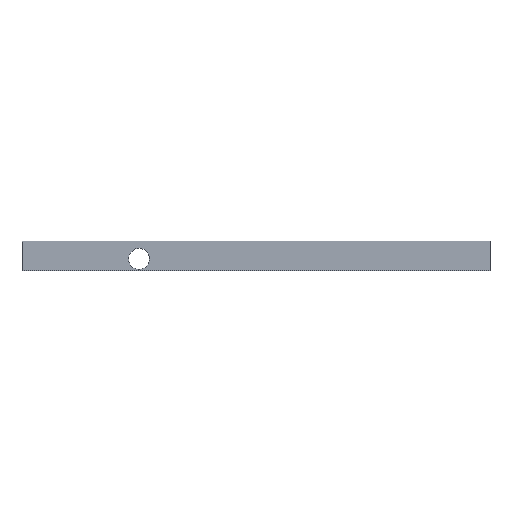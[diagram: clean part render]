
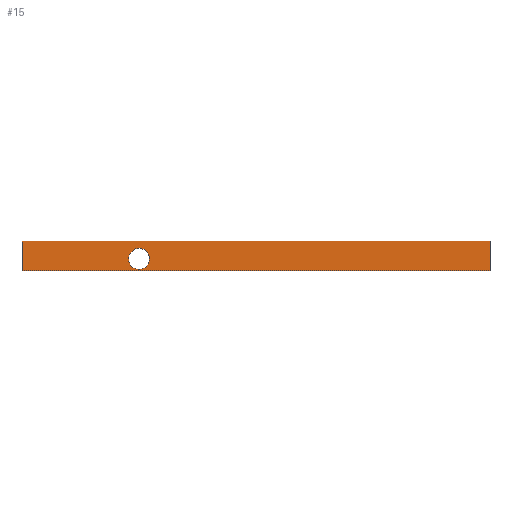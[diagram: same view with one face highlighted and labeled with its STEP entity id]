
A CAD part, top view. The second image highlights one B-rep face of the part: STEP entity #15.
In plain terms, the highlighted free-form (B-spline) face has degree [1, 1] with [2, 2] control points.
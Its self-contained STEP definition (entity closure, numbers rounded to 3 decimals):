
#15=ADVANCED_FACE('',(#17,#16),#60,.T.);
#16=FACE_BOUND('',#19,.T.);
#17=FACE_OUTER_BOUND('',#18,.T.);
#18=EDGE_LOOP('',(#20,#21,#22,#23));
#19=EDGE_LOOP('',(#24));
#20=ORIENTED_EDGE('',*,*,#42,.T.);
#21=ORIENTED_EDGE('',*,*,#43,.T.);
#22=ORIENTED_EDGE('',*,*,#44,.T.);
#23=ORIENTED_EDGE('',*,*,#45,.T.);
#24=ORIENTED_EDGE('',*,*,#46,.T.);
#25=(
BOUNDED_CURVE()
B_SPLINE_CURVE(2,(#112,#113,#114,#115,#116,#117,#118,#119,#120),
 .UNSPECIFIED.,.T.,.F.)
B_SPLINE_CURVE_WITH_KNOTS((3,2,2,2,3),(-1.131,-0.848,
-0.565,-0.283,0.),.UNSPECIFIED.)
CURVE()
GEOMETRIC_REPRESENTATION_ITEM()
RATIONAL_B_SPLINE_CURVE((1.,0.707,1.,0.707,1.,0.707,
1.,0.707,1.))
REPRESENTATION_ITEM('')
);
#26=(
BOUNDED_CURVE()
B_SPLINE_CURVE(2,(#121,#122,#123,#124,#125,#126,#127,#128,#129),
 .UNSPECIFIED.,.T.,.F.)
B_SPLINE_CURVE_WITH_KNOTS((3,2,2,2,3),(-1.131,-0.848,
-0.565,-0.283,0.),.UNSPECIFIED.)
CURVE()
GEOMETRIC_REPRESENTATION_ITEM()
RATIONAL_B_SPLINE_CURVE((1.,0.707,1.,0.707,1.,0.707,
1.,0.707,1.))
REPRESENTATION_ITEM('')
);
#27=PCURVE('',#60,#32);
#28=PCURVE('',#60,#33);
#29=PCURVE('',#60,#34);
#30=PCURVE('',#60,#35);
#31=PCURVE('',#60,#36);
#32=DEFINITIONAL_REPRESENTATION('',(#48),#131);
#33=DEFINITIONAL_REPRESENTATION('',(#50),#131);
#34=DEFINITIONAL_REPRESENTATION('',(#52),#131);
#35=DEFINITIONAL_REPRESENTATION('',(#54),#131);
#36=DEFINITIONAL_REPRESENTATION('',(#26),#131);
#37=SURFACE_CURVE('',#47,(#27),.PCURVE_S1.);
#38=SURFACE_CURVE('',#49,(#28),.PCURVE_S1.);
#39=SURFACE_CURVE('',#51,(#29),.PCURVE_S1.);
#40=SURFACE_CURVE('',#53,(#30),.PCURVE_S1.);
#41=SURFACE_CURVE('',#25,(#31),.PCURVE_S1.);
#42=EDGE_CURVE('',#55,#56,#37,.T.);
#43=EDGE_CURVE('',#56,#57,#38,.T.);
#44=EDGE_CURVE('',#57,#58,#39,.T.);
#45=EDGE_CURVE('',#58,#55,#40,.T.);
#46=EDGE_CURVE('',#59,#59,#41,.T.);
#47=B_SPLINE_CURVE_WITH_KNOTS('',1,(#96,#97),.UNSPECIFIED.,.F.,.F.,(2,2),
(0.,8.),.UNSPECIFIED.);
#48=B_SPLINE_CURVE_WITH_KNOTS('',1,(#98,#99),.UNSPECIFIED.,.F.,.F.,(2,2),
(0.,8.),.UNSPECIFIED.);
#49=B_SPLINE_CURVE_WITH_KNOTS('',1,(#100,#101),.UNSPECIFIED.,.F.,.F.,(2,
2),(0.,0.5),.UNSPECIFIED.);
#50=B_SPLINE_CURVE_WITH_KNOTS('',1,(#102,#103),.UNSPECIFIED.,.F.,.F.,(2,
2),(0.,0.5),.UNSPECIFIED.);
#51=B_SPLINE_CURVE_WITH_KNOTS('',1,(#104,#105),.UNSPECIFIED.,.F.,.F.,(2,
2),(-8.,0.),.UNSPECIFIED.);
#52=B_SPLINE_CURVE_WITH_KNOTS('',1,(#106,#107),.UNSPECIFIED.,.F.,.F.,(2,
2),(-8.,0.),.UNSPECIFIED.);
#53=B_SPLINE_CURVE_WITH_KNOTS('',1,(#108,#109),.UNSPECIFIED.,.F.,.F.,(2,
2),(-0.5,0.),.UNSPECIFIED.);
#54=B_SPLINE_CURVE_WITH_KNOTS('',1,(#110,#111),.UNSPECIFIED.,.F.,.F.,(2,
2),(-0.5,0.),.UNSPECIFIED.);
#55=VERTEX_POINT('',#91);
#56=VERTEX_POINT('',#92);
#57=VERTEX_POINT('',#93);
#58=VERTEX_POINT('',#94);
#59=VERTEX_POINT('',#95);
#60=B_SPLINE_SURFACE_WITH_KNOTS('',1,1,((#87,#88),(#89,#90)),
 .UNSPECIFIED.,.F.,.F.,.F.,(2,2),(2,2),(0.,8.),(0.,0.5),.UNSPECIFIED.);
#87=CARTESIAN_POINT('',(0.,0.,0.));
#88=CARTESIAN_POINT('',(0.,0.5,0.));
#89=CARTESIAN_POINT('',(8.,0.,0.));
#90=CARTESIAN_POINT('',(8.,0.5,0.));
#91=CARTESIAN_POINT('',(0.,0.,0.));
#92=CARTESIAN_POINT('',(8.,0.,0.));
#93=CARTESIAN_POINT('',(8.,0.5,0.));
#94=CARTESIAN_POINT('',(0.,0.5,0.));
#95=CARTESIAN_POINT('',(2.18,0.2,0.));
#96=CARTESIAN_POINT('',(0.,0.,0.));
#97=CARTESIAN_POINT('',(8.,0.,0.));
#98=CARTESIAN_POINT('',(0.,0.));
#99=CARTESIAN_POINT('',(8.,0.));
#100=CARTESIAN_POINT('',(8.,0.,0.));
#101=CARTESIAN_POINT('',(8.,0.5,0.));
#102=CARTESIAN_POINT('',(8.,0.));
#103=CARTESIAN_POINT('',(8.,0.5));
#104=CARTESIAN_POINT('',(8.,0.5,0.));
#105=CARTESIAN_POINT('',(0.,0.5,0.));
#106=CARTESIAN_POINT('',(8.,0.5));
#107=CARTESIAN_POINT('',(0.,0.5));
#108=CARTESIAN_POINT('',(0.,0.5,0.));
#109=CARTESIAN_POINT('',(0.,0.,0.));
#110=CARTESIAN_POINT('',(0.,0.5));
#111=CARTESIAN_POINT('',(0.,0.));
#112=CARTESIAN_POINT('',(2.18,0.2,0.));
#113=CARTESIAN_POINT('',(2.18,0.02,0.));
#114=CARTESIAN_POINT('',(2.,0.02,0.));
#115=CARTESIAN_POINT('',(1.82,0.02,0.));
#116=CARTESIAN_POINT('',(1.82,0.2,0.));
#117=CARTESIAN_POINT('',(1.82,0.38,0.));
#118=CARTESIAN_POINT('',(2.,0.38,0.));
#119=CARTESIAN_POINT('',(2.18,0.38,0.));
#120=CARTESIAN_POINT('',(2.18,0.2,0.));
#121=CARTESIAN_POINT('',(2.18,0.2));
#122=CARTESIAN_POINT('',(2.18,0.02));
#123=CARTESIAN_POINT('',(2.,0.02));
#124=CARTESIAN_POINT('',(1.82,0.02));
#125=CARTESIAN_POINT('',(1.82,0.2));
#126=CARTESIAN_POINT('',(1.82,0.38));
#127=CARTESIAN_POINT('',(2.,0.38));
#128=CARTESIAN_POINT('',(2.18,0.38));
#129=CARTESIAN_POINT('',(2.18,0.2));
#131=(
GEOMETRIC_REPRESENTATION_CONTEXT(2)
PARAMETRIC_REPRESENTATION_CONTEXT()
REPRESENTATION_CONTEXT('pspace','')
);
